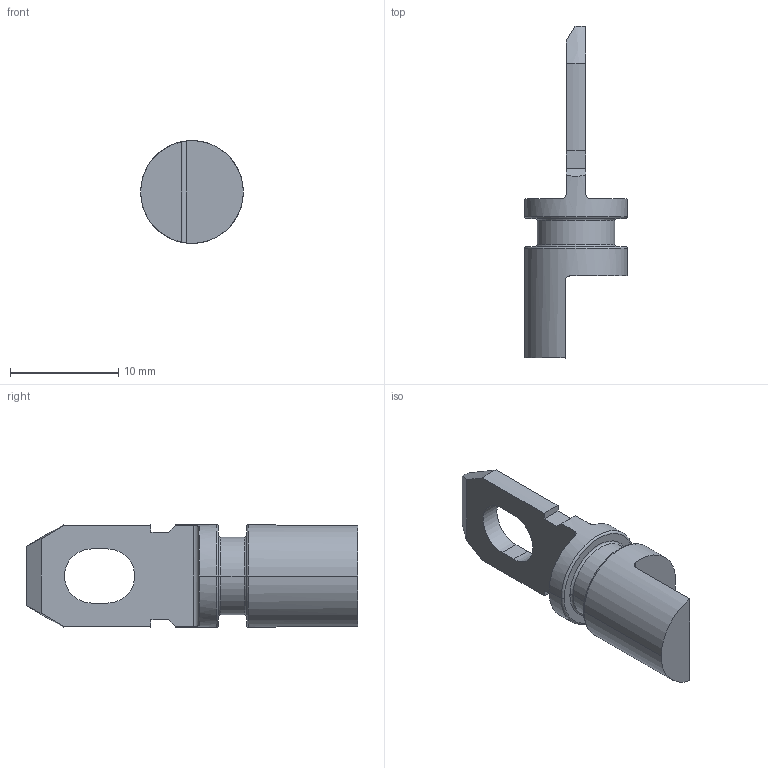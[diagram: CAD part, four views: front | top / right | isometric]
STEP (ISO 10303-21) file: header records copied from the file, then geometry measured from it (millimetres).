
FILE_DESCRIPTION (( 'STEP AP214' ), '1' );
FILE_NAME ('23619Y01-screwing adapter-index-A-2023-11-30.STEP', '2023-11-30T14:40:10', ( '' ), ( '' ), 'SwSTEP 2.0', 'SolidWorks 2022', '' );
FILE_SCHEMA (( 'AUTOMOTIVE_DESIGN' ));
Length unit declared in the file: millimetre
Products named in the file (1): 23619Y01-screwing adapter-index-A-2023-11-30
Bounding box: 9.5 x 30.7 x 9.5 mm (x, y, z)
Volume: 826.4 mm3; surface area: 860.1 mm2
Topology: 1 solids, 1 shells, 42 faces, 106 edges, 68 vertices
Faces by surface type: plane 19, cylinder 13, torus 8, cone 2
Entity records: 1330 total; most frequent: CARTESIAN_POINT 271, DIRECTION 220, ORIENTED_EDGE 212, EDGE_CURVE 106, AXIS2_PLACEMENT_3D 85, VERTEX_POINT 68, VECTOR 50, LINE 50
